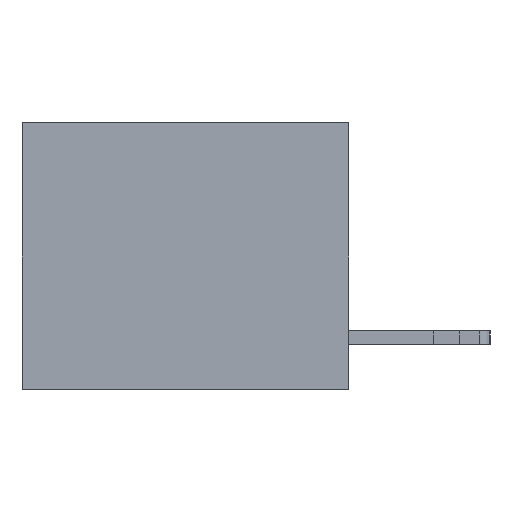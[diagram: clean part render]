
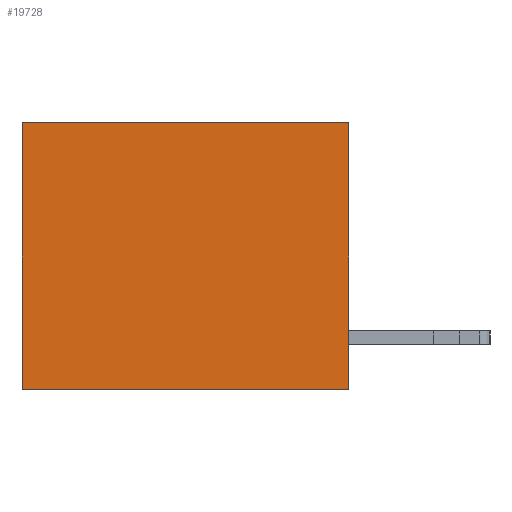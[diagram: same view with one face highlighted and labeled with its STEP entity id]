
A CAD part, left-side view. The second image highlights one B-rep face of the part: STEP entity #19728.
In plain terms, the highlighted planar face has unit normal (-1, 0, 0).
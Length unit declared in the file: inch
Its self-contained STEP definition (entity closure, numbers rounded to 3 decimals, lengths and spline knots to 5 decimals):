
#336 = CARTESIAN_POINT ( 'NONE',  ( 0.3165, 0., -0.49 ) ) ;
#729 = VECTOR ( 'NONE', #17701, 39.37008 ) ;
#1438 = CARTESIAN_POINT ( 'NONE',  ( 0.3165, 0., 0. ) ) ;
#1505 = VERTEX_POINT ( 'NONE', #24733 ) ;
#3328 = VECTOR ( 'NONE', #9223, 39.37008 ) ;
#6132 = CARTESIAN_POINT ( 'NONE',  ( 0.3165, 0., -0.49 ) ) ;
#6737 = PLANE ( 'NONE',  #9935 ) ;
#6824 = DIRECTION ( 'NONE',  ( 1., 0., 0. ) ) ;
#7056 = LINE ( 'NONE', #15542, #3328 ) ;
#9072 = CARTESIAN_POINT ( 'NONE',  ( 0.3165, 0., 0. ) ) ;
#9223 = DIRECTION ( 'NONE',  ( 0., 0., -1. ) ) ;
#9935 = AXIS2_PLACEMENT_3D ( 'NONE', #19763, #6824, #24425 ) ;
#10330 = EDGE_LOOP ( 'NONE', ( #12758, #11066, #14795, #27631 ) ) ;
#10939 = LINE ( 'NONE', #336, #729 ) ;
#11066 = ORIENTED_EDGE ( 'NONE', *, *, #24151, .F. ) ;
#11857 = EDGE_CURVE ( 'NONE', #13670, #18384, #17053, .T. ) ;
#12758 = ORIENTED_EDGE ( 'NONE', *, *, #13713, .T. ) ;
#13670 = VERTEX_POINT ( 'NONE', #1438 ) ;
#13713 = EDGE_CURVE ( 'NONE', #18384, #1505, #7056, .T. ) ;
#14795 = ORIENTED_EDGE ( 'NONE', *, *, #17098, .F. ) ;
#15479 = DIRECTION ( 'NONE',  ( 0., 1., 0. ) ) ;
#15542 = CARTESIAN_POINT ( 'NONE',  ( 0.3165, 0.6, -0.49 ) ) ;
#17053 = LINE ( 'NONE', #9072, #19736 ) ;
#17098 = EDGE_CURVE ( 'NONE', #13670, #25531, #10939, .T. ) ;
#17397 = VECTOR ( 'NONE', #22523, 39.37008 ) ;
#17701 = DIRECTION ( 'NONE',  ( 0., 0., -1. ) ) ;
#18080 = CARTESIAN_POINT ( 'NONE',  ( 0.3165, 0.6, 0. ) ) ;
#18187 = CARTESIAN_POINT ( 'NONE',  ( 0.3165, 0., -0.49 ) ) ;
#18384 = VERTEX_POINT ( 'NONE', #18080 ) ;
#19728 = ADVANCED_FACE ( 'NONE', ( #21363 ), #6737, .F. ) ;
#19731 = LINE ( 'NONE', #18187, #17397 ) ;
#19736 = VECTOR ( 'NONE', #15479, 39.37008 ) ;
#19763 = CARTESIAN_POINT ( 'NONE',  ( 0.3165, 0., -0.49 ) ) ;
#21363 = FACE_OUTER_BOUND ( 'NONE', #10330, .T. ) ;
#22523 = DIRECTION ( 'NONE',  ( 0., 1., 0. ) ) ;
#24151 = EDGE_CURVE ( 'NONE', #25531, #1505, #19731, .T. ) ;
#24425 = DIRECTION ( 'NONE',  ( 0., 0., -1. ) ) ;
#24733 = CARTESIAN_POINT ( 'NONE',  ( 0.3165, 0.6, -0.49 ) ) ;
#25531 = VERTEX_POINT ( 'NONE', #6132 ) ;
#27631 = ORIENTED_EDGE ( 'NONE', *, *, #11857, .T. ) ;
